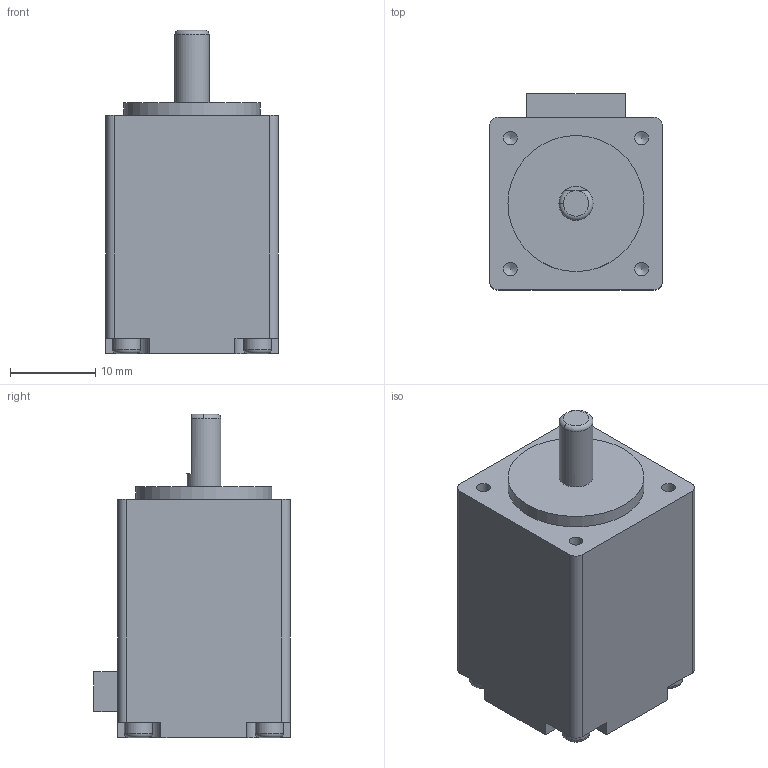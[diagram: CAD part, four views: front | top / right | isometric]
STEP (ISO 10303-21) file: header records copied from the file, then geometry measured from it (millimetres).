
FILE_DESCRIPTION(/* description */ (''),/* implementation_level */ '2;1');
FILE_NAME(/* name */ 'NEMA8 Stepper Motor v2.step',/* time_stamp */ '2020-09-19T13:17:48-05:00',/* author */ (''),/* organization */ (''),/* preprocessor_version */ 'ST-DEVELOPER v18.1',/* originating_system */ 'Autodesk Translation Framework v9.3.0.1241',/* authorisation */ '');
FILE_SCHEMA (('AUTOMOTIVE_DESIGN { 1 0 10303 214 3 1 1 }'));
Length unit declared in the file: millimetre
Products named in the file (2): NEMA8 Stepper Motor; Shaft
Assembly tree (1 placements, depth 2):
  NEMA8 Stepper Motor
    Shaft
Bounding box: 20.3 x 23.1 x 38 mm (x, y, z)
Volume: 11823.7 mm3; surface area: 3531.3 mm2
Topology: 2 solids, 2 shells, 62 faces, 143 edges, 92 vertices
Faces by surface type: plane 33, cylinder 19, torus 6, cone 4
Full cylindrical faces by diameter (mm): 1.623 x4, 3.3 x4, 4 x1, 5.5 x1, 16 x1
Entity records: 1806 total; most frequent: DIRECTION 318, CARTESIAN_POINT 314, ORIENTED_EDGE 278, EDGE_CURVE 139, AXIS2_PLACEMENT_3D 116, VERTEX_POINT 92, LINE 86, VECTOR 86
